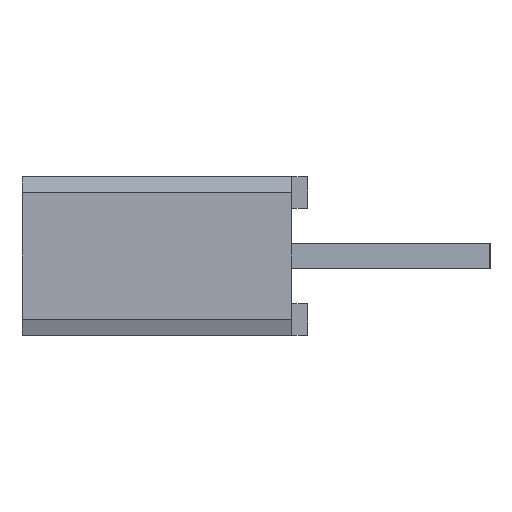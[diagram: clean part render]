
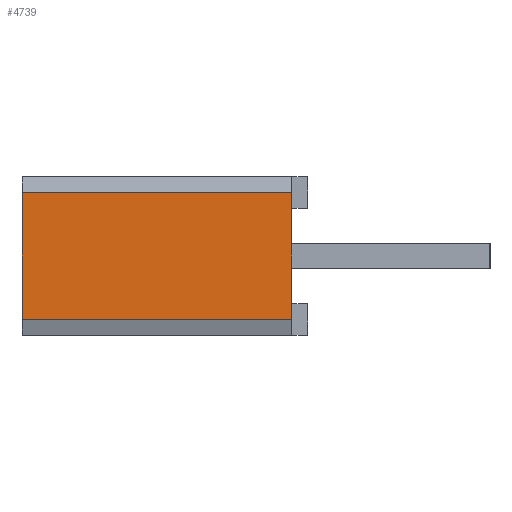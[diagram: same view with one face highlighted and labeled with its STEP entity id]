
A CAD part, left-side view. The second image highlights one B-rep face of the part: STEP entity #4739.
In plain terms, the highlighted planar face has unit normal (-1, 0, 0).
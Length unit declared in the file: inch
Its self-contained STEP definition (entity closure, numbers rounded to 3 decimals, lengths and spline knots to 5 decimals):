
#635=ORIENTED_EDGE('',*,*,#1732,.T.);
#636=ORIENTED_EDGE('',*,*,#1733,.T.);
#637=ORIENTED_EDGE('',*,*,#1734,.T.);
#638=ORIENTED_EDGE('',*,*,#1735,.F.);
#1732=EDGE_CURVE('',#2301,#2302,#2828,.T.);
#1733=EDGE_CURVE('',#2302,#2303,#2829,.T.);
#1734=EDGE_CURVE('',#2303,#2304,#2830,.T.);
#1735=EDGE_CURVE('',#2301,#2304,#2831,.T.);
#2301=VERTEX_POINT('',#7132);
#2302=VERTEX_POINT('',#7133);
#2303=VERTEX_POINT('',#7135);
#2304=VERTEX_POINT('',#7137);
#2828=LINE('',#7131,#3492);
#2829=LINE('',#7134,#3493);
#2830=LINE('',#7136,#3494);
#2831=LINE('',#7138,#3495);
#3492=VECTOR('',#5794,39.37008);
#3493=VECTOR('',#5795,39.37008);
#3494=VECTOR('',#5796,39.37008);
#3495=VECTOR('',#5797,39.37008);
#3927=EDGE_LOOP('',(#635,#636,#637,#638));
#4211=FACE_BOUND('',#3927,.T.);
#4479=PLANE('',#5026);
#4739=ADVANCED_FACE('',(#4211),#4479,.F.);
#5026=AXIS2_PLACEMENT_3D('',#7130,#5792,#5793);
#5792=DIRECTION('',(1.,0.,0.));
#5793=DIRECTION('',(0.,0.,-1.));
#5794=DIRECTION('',(0.,-1.,0.));
#5795=DIRECTION('',(0.,0.,1.));
#5796=DIRECTION('',(0.,1.,0.));
#5797=DIRECTION('',(0.,0.,1.));
#7130=CARTESIAN_POINT('',(-0.4,0.18,-0.05));
#7131=CARTESIAN_POINT('',(-0.4,0.18,-0.04));
#7132=CARTESIAN_POINT('',(-0.4,0.18,-0.04));
#7133=CARTESIAN_POINT('',(-0.4,0.01,-0.04));
#7134=CARTESIAN_POINT('',(-0.4,0.01,-0.03));
#7135=CARTESIAN_POINT('',(-0.4,0.01,0.04));
#7136=CARTESIAN_POINT('',(-0.4,0.18,0.04));
#7137=CARTESIAN_POINT('',(-0.4,0.18,0.04));
#7138=CARTESIAN_POINT('',(-0.4,0.18,-0.05));
